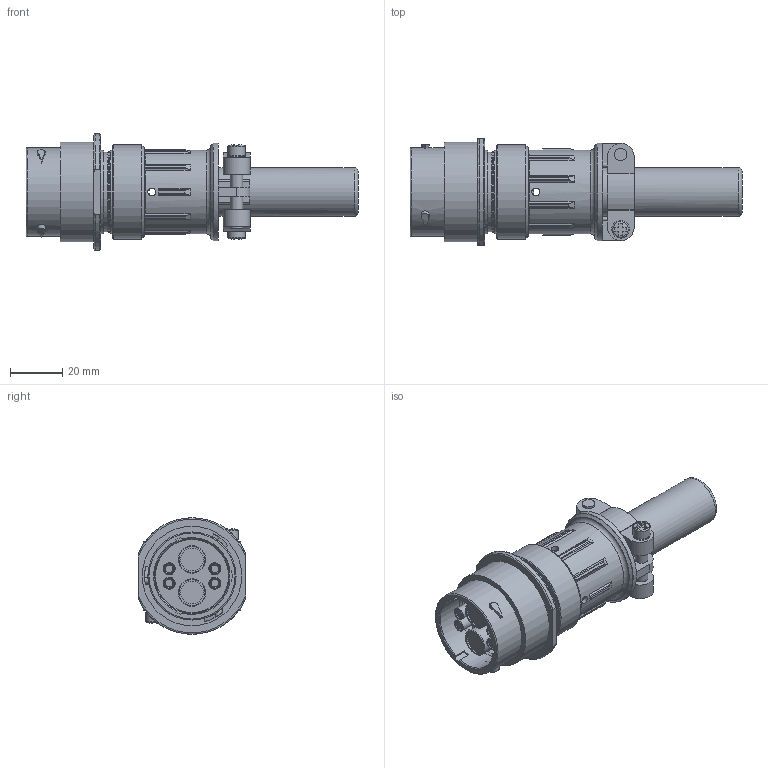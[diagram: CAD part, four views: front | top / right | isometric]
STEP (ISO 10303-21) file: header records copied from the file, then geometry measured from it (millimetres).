
FILE_DESCRIPTION(/* description */ ('STEP AP214'),/* implementation_level */ '2;1');
FILE_NAME(/* name */ 'AHDM04-18-06SN-059',/* time_stamp */ '2023-01-26T13:13:45+01:00',/* author */ ('License CC BY-ND 4.0'),/* organization */ ('CADENAS'),/* preprocessor_version */ 'ST-DEVELOPER v18.102',/* originating_system */ 'PARTsolutions',/* authorisation */ ' ');
FILE_SCHEMA (('AUTOMOTIVE_DESIGN {1 0 10303 214 3 1 1}'));
Length unit declared in the file: millimetre
Products named in the file (3): AHDM04-18-06SN-059; AHDMBS-18-059; AHDM04-18-06SN
Assembly tree (2 placements, depth 2):
  AHDM04-18-06SN-059
    AHDMBS-18-059
    AHDM04-18-06SN
Bounding box: 127.15 x 41.1 x 44.6 mm (x, y, z)
Volume: 67369.8 mm3; surface area: 27669.5 mm2
Topology: 2 solids, 2 shells, 439 faces, 1085 edges, 710 vertices
Faces by surface type: plane 235, cylinder 128, torus 45, cone 29, sphere 2
Full cylindrical faces by diameter (mm): 2.96 x4, 3 x4, 4.3 x4, 4.65 x4, 4.8 x6, 6.475 x2, 6.7 x2, 8.13 x2, 8.66 x2, 10.5 x2, 11.3 x2, 15.9 x1, 18.7 x1, 24.8 x1, 28.7 x2, 30.34 x1, 30.376 x1, 30.74 x1, 32 x1, 32.06 x1, 32.1 x1, 33.75 x1, 36 x1, 37.3 x1, 38.1 x1
Entity records: 15718 total; most frequent: CARTESIAN_POINT 2527, DIRECTION 2112, ORIENTED_EDGE 1920, EDGE_CURVE 960, AXIS2_PLACEMENT_3D 807, VERTEX_POINT 686, EDGE_LOOP 616, FACE_BOUND 616
